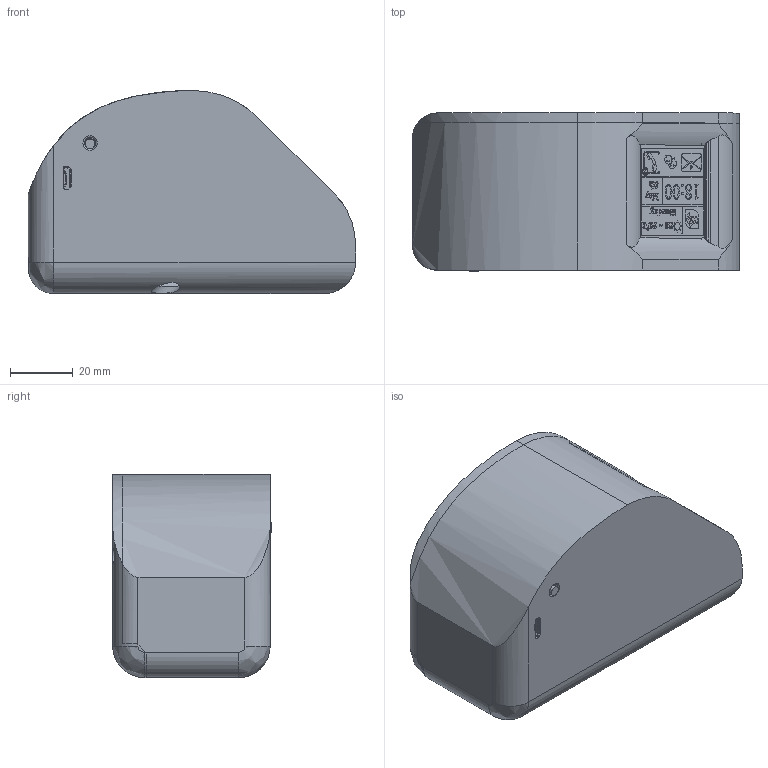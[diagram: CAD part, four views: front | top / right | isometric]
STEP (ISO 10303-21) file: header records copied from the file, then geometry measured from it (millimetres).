
FILE_DESCRIPTION(/* description */ (''),/* implementation_level */ '2;1');
FILE_NAME(/* name */ 'TramTime one piece v29.step',/* time_stamp */ '2022-01-06T22:29:50+01:00',/* author */ (''),/* organization */ (''),/* preprocessor_version */ 'ST-DEVELOPER v18.1',/* originating_system */ 'Autodesk Translation Framework v10.10.0.1391',/* authorisation */ '');
FILE_SCHEMA (('AUTOMOTIVE_DESIGN { 1 0 10303 214 3 1 1 }'));
Products named in the file (40): TramTime one piece; Wavehsare 1.54in e-paper - Module v1; Waveshare 1.54 E ink - Display Folded; 524352433; CD32; Board; SOT-23; JST XH 8 S8B-XH-A1 shrouded header connector v4; 0603 Capacitor; 0603 Resistor; Diode (SOD-323); Boitier 18650 2 accus v1; 18650 Низкий анод 
v1; case; Component323; MicroUSB_Pinboard_5_Pins v1; Pinboard; micro_usb_connector; shield; socket_housing; socket_plate; terminal; Component333; TramTimer_v1.0 v1; PinHeader_1x03_P2.54mm_Horizontal; PinHeader_1x03_P2.54mm_Horizontal_1; SOLID; WEMOS_D1_mini_light; SOLID (1); PinHeader_1x08_P2.54mm_Vertical; PinHeader_1x08_P2.54mm_Vertical_1; SOLID (2); PinSocket_1x08_P2.54mm_Vertical; PinSocket_1x08_P2.54mm_Vertical_1; PinSocket_1x08_P2.54mm_Vertical_2; PinSocket_1x08_P2.54mm_Vertical_3; SOLID (3); COMPOUND; tactileswitch-short v1; HI_BN 1045 1386204 threaded insert S-M3
Assembly tree (64 placements, depth 4):
  TramTime one piece
    Wavehsare 1.54in e-paper - Module v1
      Waveshare 1.54 E ink - Display Folded
      524352433
      0603 Capacitor  x12
      CD32
      Board
      0603 Resistor  x3
      SOT-23
      Diode (SOD-323)  x3
      JST XH 8 S8B-XH-A1 shrouded header connector v4
    Boitier 18650 2 accus v1
      18650 Низкий анод 
v1  x2
    case
      Component323
    MicroUSB_Pinboard_5_Pins v1
      Pinboard
      micro_usb_connector
        shield
        socket_housing
        socket_plate
        terminal  x5
    Component333
    TramTimer_v1.0 v1
      PinHeader_1x03_P2.54mm_Horizontal
        SOLID
      PinHeader_1x03_P2.54mm_Horizontal_1
        SOLID
      WEMOS_D1_mini_light
        SOLID (1)
      PinHeader_1x08_P2.54mm_Vertical
        SOLID (2)
      PinHeader_1x08_P2.54mm_Vertical_1
        SOLID (2)
      PinSocket_1x08_P2.54mm_Vertical
        SOLID (3)
      PinSocket_1x08_P2.54mm_Vertical_1
        SOLID (3)
      PinSocket_1x08_P2.54mm_Vertical_2
        SOLID (3)
      PinSocket_1x08_P2.54mm_Vertical_3
        SOLID (3)
      COMPOUND
    tactileswitch-short v1
    HI_BN 1045 1386204 threaded insert S-M3
Bounding box: 104 x 50.34 x 64.56 mm (x, y, z)
Volume: 82728.4 mm3; surface area: 121186.6 mm2
Topology: 104 solids, 126 shells, 6752 faces, 17952 edges, 11856 vertices
Faces by surface type: plane 5145, cylinder 997, bspline 390, cone 115, torus 79, sphere 26
Full cylindrical faces by diameter (mm): 0.294 x1, 0.454 x2, 0.508 x2, 0.6 x4, 0.7 x5, 0.867 x1, 1 x54, 1.092 x4, 1.1 x8, 1.527 x1, 1.54 x12, 1.8 x10, 2.037 x1, 2.159 x4, 2.459 x1, 2.475 x1, 2.6 x4, 2.95 x2, 3 x10, 3.095 x1, 3.6 x2, 3.724 x1, 3.8 x3, 4 x2, 4.2 x1, 5 x2, 6 x11, 14 x4, 15.994 x2, 16.4 x2
Entity records: 188921 total; most frequent: CARTESIAN_POINT 56241, ORIENTED_EDGE 27762, DIRECTION 24553, EDGE_CURVE 13881, LINE 10659, VECTOR 10659, VERTEX_POINT 9266, AXIS2_PLACEMENT_3D 6947
